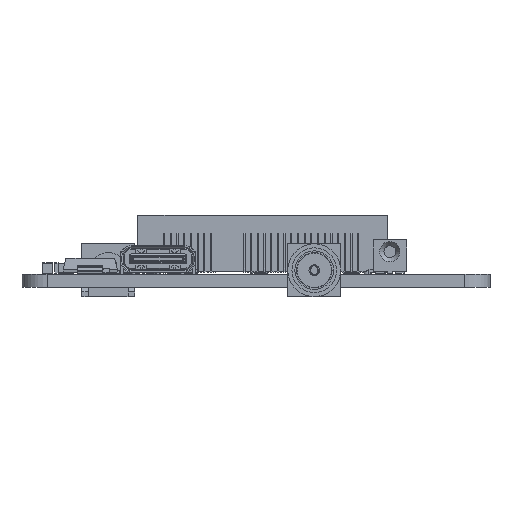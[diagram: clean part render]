
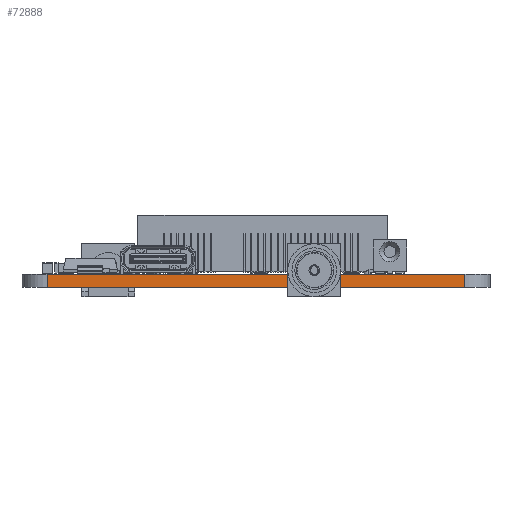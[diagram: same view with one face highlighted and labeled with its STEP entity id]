
A CAD part, left-side view. The second image highlights one B-rep face of the part: STEP entity #72888.
In plain terms, the highlighted planar face has unit normal (-1, 0, 0).
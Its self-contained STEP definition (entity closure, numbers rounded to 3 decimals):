
#68201 = VERTEX_POINT('',#68202);
#68202 = CARTESIAN_POINT('',(169.409,-68.231,0.));
#68209 = EDGE_CURVE('',#68210,#68201,#68212,.T.);
#68210 = VERTEX_POINT('',#68211);
#68211 = CARTESIAN_POINT('',(169.43,-118.231,0.));
#68212 = LINE('',#68213,#68214);
#68213 = CARTESIAN_POINT('',(169.43,-118.231,0.));
#68214 = VECTOR('',#68215,1.);
#68215 = DIRECTION('',(0.,1.,0.));
#70531 = VERTEX_POINT('',#70532);
#70532 = CARTESIAN_POINT('',(169.409,-68.231,1.6));
#70539 = EDGE_CURVE('',#70540,#70531,#70542,.T.);
#70540 = VERTEX_POINT('',#70541);
#70541 = CARTESIAN_POINT('',(169.43,-118.231,1.6));
#70542 = LINE('',#70543,#70544);
#70543 = CARTESIAN_POINT('',(169.43,-118.231,1.6));
#70544 = VECTOR('',#70545,1.);
#70545 = DIRECTION('',(0.,1.,0.));
#72858 = EDGE_CURVE('',#68201,#70531,#72859,.T.);
#72859 = LINE('',#72860,#72861);
#72860 = CARTESIAN_POINT('',(169.409,-68.231,0.));
#72861 = VECTOR('',#72862,1.);
#72862 = DIRECTION('',(0.,0.,1.));
#72888 = ADVANCED_FACE('',(#72889),#72900,.T.);
#72889 = FACE_BOUND('',#72890,.T.);
#72890 = EDGE_LOOP('',(#72891,#72897,#72898,#72899));
#72891 = ORIENTED_EDGE('',*,*,#72892,.T.);
#72892 = EDGE_CURVE('',#68210,#70540,#72893,.T.);
#72893 = LINE('',#72894,#72895);
#72894 = CARTESIAN_POINT('',(169.43,-118.231,0.));
#72895 = VECTOR('',#72896,1.);
#72896 = DIRECTION('',(0.,0.,1.));
#72897 = ORIENTED_EDGE('',*,*,#70539,.T.);
#72898 = ORIENTED_EDGE('',*,*,#72858,.F.);
#72899 = ORIENTED_EDGE('',*,*,#68209,.F.);
#72900 = PLANE('',#72901);
#72901 = AXIS2_PLACEMENT_3D('',#72902,#72903,#72904);
#72902 = CARTESIAN_POINT('',(169.43,-118.231,0.));
#72903 = DIRECTION('',(-1.,0.,0.));
#72904 = DIRECTION('',(0.,1.,0.));
